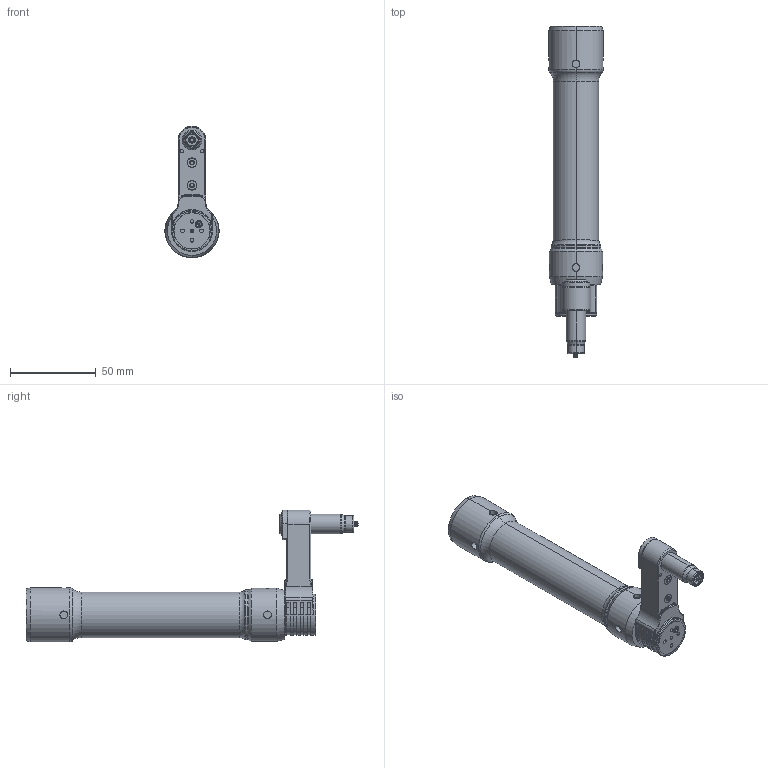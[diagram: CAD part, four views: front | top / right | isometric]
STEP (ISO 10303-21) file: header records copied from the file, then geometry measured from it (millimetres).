
FILE_DESCRIPTION((''),'2;1');
FILE_NAME('EXT_COMP_SW0003','2022-06-15T12:10:57',('INEdipo'),(''),'CREO PARAMETRIC BY PTC INC, 2020281','CREO PARAMETRIC BY PTC INC, 2020281','');
FILE_SCHEMA(('CONFIG_CONTROL_DESIGN'));
Length unit declared in the file: inch
Products named in the file (1): EXT_COMP_SW0003
Bounding box: 31.5 x 193.2 x 76.73 mm (x, y, z)
Volume: 115818.4 mm3; surface area: 22089.1 mm2
Topology: 2 solids, 2 shells, 549 faces, 1326 edges, 819 vertices
Faces by surface type: cylinder 237, plane 135, cone 106, torus 71
Entity records: 18377 total; most frequent: CARTESIAN_POINT 5328, DIRECTION 2892, ORIENTED_EDGE 2652, EDGE_CURVE 1326, AXIS2_PLACEMENT_3D 1188, VERTEX_POINT 819, CIRCLE 639, EDGE_LOOP 591
